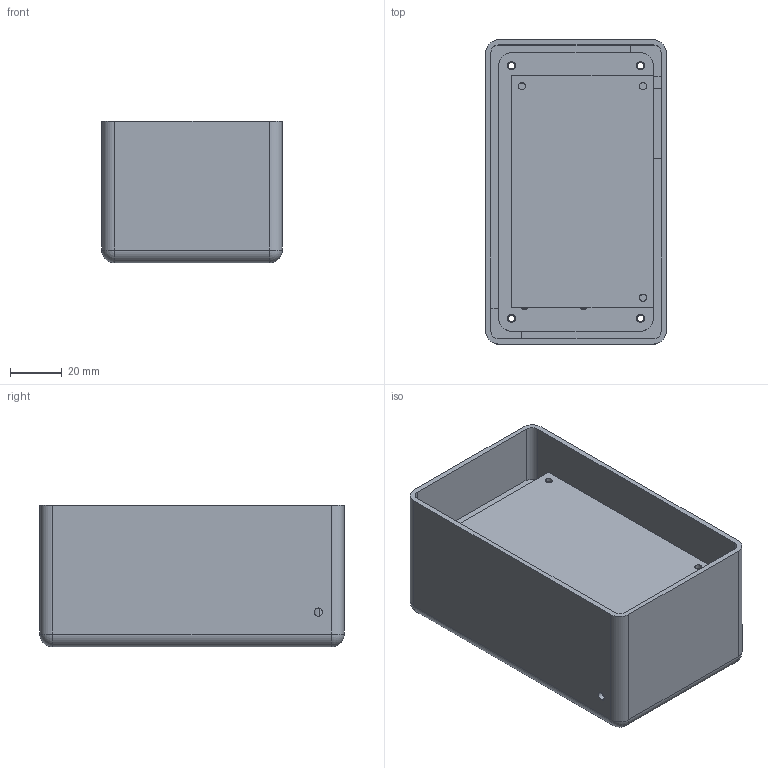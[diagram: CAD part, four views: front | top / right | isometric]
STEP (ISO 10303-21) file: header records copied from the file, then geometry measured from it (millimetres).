
FILE_DESCRIPTION (( 'STEP AP214' ), '1' );
FILE_NAME ('pyxida.STEP', '2018-05-02T08:54:17', ( '' ), ( '' ), 'SwSTEP 2.0', 'SolidWorks 2016', '' );
FILE_SCHEMA (( 'AUTOMOTIVE_DESIGN' ));
Length unit declared in the file: millimetre
Products named in the file (18): IMU_9DOF; Spacer6(17mm,M2.6); Antenna; InnerPlate2; Board1; raspberry_pi_zero_w; OuterPlate_set1; Wio_LTE; OuterPlate1; Spacer5(8mm,M2.6); Battery2; pyxida; pin_2x20; Spacer3(10mm,M2.6); InnerPlate1; Inner_layer; OuterPlate2
Assembly tree (30 placements, depth 4):
  pyxida
    OuterPlate1
    Inner_layer
      InnerPlate1
      Spacer5(8mm,M2.6)  x6
      Wio_LTE
      Spacer3(10mm,M2.6)  x4
      InnerPlate2
      raspberry_pi_zero_w
        raspberry_pi_zero_w
        pin_2x20
      Spacer6(17mm,M2.6)  x4
      IMU_9DOF
      Board1
    Antenna  x2
    Battery2
    OuterPlate_set1  x2
    OuterPlate2
Bounding box: 70 x 118 x 55 mm (x, y, z)
Volume: 122159.4 mm3; surface area: 116855.9 mm2
Topology: 28 solids, 28 shells, 858 faces, 2106 edges, 1392 vertices
Faces by surface type: cylinder 511, plane 343, sphere 4
Entity records: 28535 total; most frequent: DIRECTION 4408, CARTESIAN_POINT 4243, ORIENTED_EDGE 3812, EDGE_CURVE 1906, AXIS2_PLACEMENT_3D 1709, VERTEX_POINT 1264, EDGE_LOOP 1058, LINE 990
